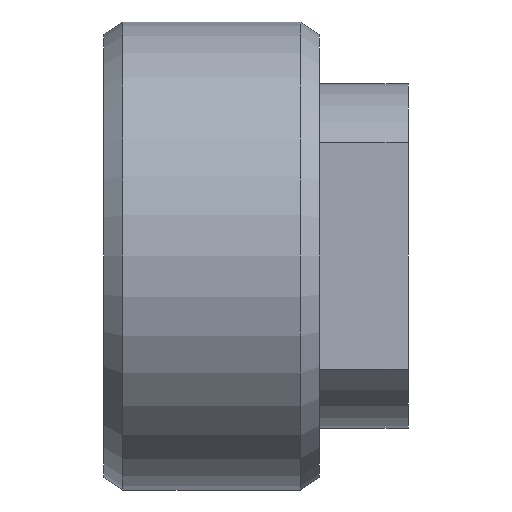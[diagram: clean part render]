
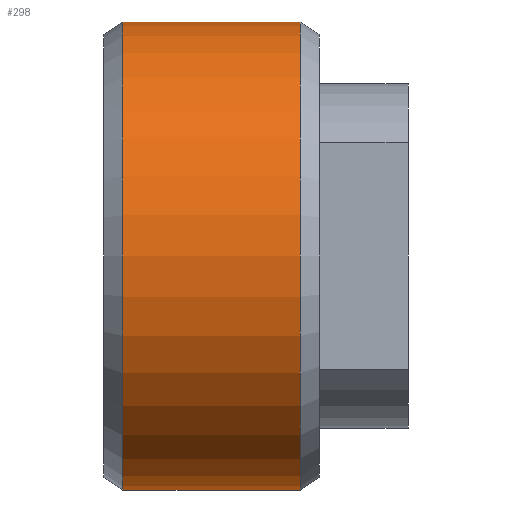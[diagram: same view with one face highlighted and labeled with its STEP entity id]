
A CAD part, front view. The second image highlights one B-rep face of the part: STEP entity #298.
In plain terms, the highlighted cylindrical face has radius 18.45 mm (diameter 36.9 mm), a partial arc.
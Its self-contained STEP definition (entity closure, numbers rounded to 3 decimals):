
#42 = DIRECTION ( 'NONE',  ( -1., 0., 0. ) ) ;
#50 = CARTESIAN_POINT ( 'NONE',  ( -6.682, 0., -18.45 ) ) ;
#68 = EDGE_CURVE ( 'NONE', #254, #608, #236, .T. ) ;
#74 = VECTOR ( 'NONE', #342, 1000. ) ;
#88 = DIRECTION ( 'NONE',  ( 0., 0., 1. ) ) ;
#92 = FACE_OUTER_BOUND ( 'NONE', #409, .T. ) ;
#111 = AXIS2_PLACEMENT_3D ( 'NONE', #394, #42, #253 ) ;
#121 = CARTESIAN_POINT ( 'NONE',  ( -142.529, 0., -18.45 ) ) ;
#127 = AXIS2_PLACEMENT_3D ( 'NONE', #143, #602, #88 ) ;
#133 = LINE ( 'NONE', #121, #74 ) ;
#143 = CARTESIAN_POINT ( 'NONE',  ( 7.318, 0., 0. ) ) ;
#145 = EDGE_CURVE ( 'NONE', #636, #254, #133, .T. ) ;
#183 = CARTESIAN_POINT ( 'NONE',  ( -6.682, 0., 0. ) ) ;
#186 = DIRECTION ( 'NONE',  ( -1., 0., 0. ) ) ;
#194 = EDGE_CURVE ( 'NONE', #636, #332, #288, .T. ) ;
#232 = DIRECTION ( 'NONE',  ( 0., 0., 1. ) ) ;
#236 = CIRCLE ( 'NONE', #263, 18.45 ) ;
#253 = DIRECTION ( 'NONE',  ( 0., 0., 1. ) ) ;
#254 = VERTEX_POINT ( 'NONE', #50 ) ;
#263 = AXIS2_PLACEMENT_3D ( 'NONE', #183, #186, #232 ) ;
#267 = CARTESIAN_POINT ( 'NONE',  ( -6.682, 0., 18.45 ) ) ;
#271 = CARTESIAN_POINT ( 'NONE',  ( 7.318, 0., -18.45 ) ) ;
#288 = CIRCLE ( 'NONE', #127, 18.45 ) ;
#298 = ADVANCED_FACE ( 'NONE', ( #92 ), #511, .T. ) ;
#323 = CARTESIAN_POINT ( 'NONE',  ( 7.318, 0., 18.45 ) ) ;
#332 = VERTEX_POINT ( 'NONE', #323 ) ;
#342 = DIRECTION ( 'NONE',  ( -1., 0., 0. ) ) ;
#377 = ORIENTED_EDGE ( 'NONE', *, *, #601, .T. ) ;
#394 = CARTESIAN_POINT ( 'NONE',  ( -142.529, 0., 0. ) ) ;
#398 = VECTOR ( 'NONE', #420, 1000. ) ;
#409 = EDGE_LOOP ( 'NONE', ( #556, #474, #377, #425 ) ) ;
#416 = CARTESIAN_POINT ( 'NONE',  ( -142.529, 0., 18.45 ) ) ;
#420 = DIRECTION ( 'NONE',  ( -1., 0., 0. ) ) ;
#425 = ORIENTED_EDGE ( 'NONE', *, *, #68, .F. ) ;
#474 = ORIENTED_EDGE ( 'NONE', *, *, #194, .T. ) ;
#511 = CYLINDRICAL_SURFACE ( 'NONE', #111, 18.45 ) ;
#556 = ORIENTED_EDGE ( 'NONE', *, *, #145, .F. ) ;
#566 = LINE ( 'NONE', #416, #398 ) ;
#601 = EDGE_CURVE ( 'NONE', #332, #608, #566, .T. ) ;
#602 = DIRECTION ( 'NONE',  ( -1., 0., 0. ) ) ;
#608 = VERTEX_POINT ( 'NONE', #267 ) ;
#636 = VERTEX_POINT ( 'NONE', #271 ) ;
